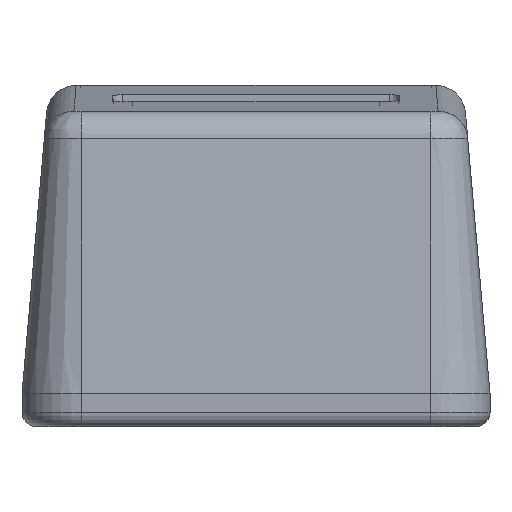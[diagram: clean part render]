
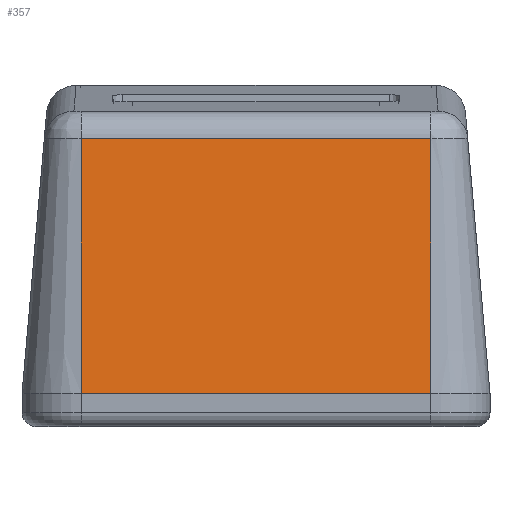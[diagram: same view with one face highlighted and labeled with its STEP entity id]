
A CAD part, front view. The second image highlights one B-rep face of the part: STEP entity #357.
In plain terms, the highlighted planar face has unit normal (0, -0.996, 0.087).
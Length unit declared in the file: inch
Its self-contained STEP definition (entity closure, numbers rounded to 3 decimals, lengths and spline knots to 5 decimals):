
#357=ADVANCED_FACE('',(#643),#533,.T.);
#533=PLANE('',#3143);
#643=FACE_OUTER_BOUND('',#816,.T.);
#816=EDGE_LOOP('',(#1040,#1041,#1042,#1043));
#1040=ORIENTED_EDGE('',*,*,#2144,.T.);
#1041=ORIENTED_EDGE('',*,*,#2145,.T.);
#1042=ORIENTED_EDGE('',*,*,#2146,.T.);
#1043=ORIENTED_EDGE('',*,*,#2147,.T.);
#1878=VERTEX_POINT('',#4205);
#1879=VERTEX_POINT('',#4206);
#1880=VERTEX_POINT('',#4208);
#1881=VERTEX_POINT('',#4210);
#2144=EDGE_CURVE('',#1878,#1879,#2555,.T.);
#2145=EDGE_CURVE('',#1879,#1880,#2556,.T.);
#2146=EDGE_CURVE('',#1880,#1881,#2557,.T.);
#2147=EDGE_CURVE('',#1881,#1878,#2558,.T.);
#2555=LINE('',#4204,#2852);
#2556=LINE('',#4207,#2853);
#2557=LINE('',#4209,#2854);
#2558=LINE('',#4211,#2855);
#2852=VECTOR('',#3417,1.);
#2853=VECTOR('',#3418,1.);
#2854=VECTOR('',#3419,1.);
#2855=VECTOR('',#3420,1.);
#3143=AXIS2_PLACEMENT_3D('',#4212,#3421,#3422);
#3417=DIRECTION('',(0.,0.087,0.996));
#3418=DIRECTION('',(-1.,0.,0.));
#3419=DIRECTION('',(0.,-0.087,-0.996));
#3420=DIRECTION('',(1.,0.,0.));
#3421=DIRECTION('',(0.,-0.996,0.087));
#3422=DIRECTION('',(0.,-0.087,-0.996));
#4204=CARTESIAN_POINT('',(0.183,0.,0.));
#4205=CARTESIAN_POINT('',(0.183,0.,0.));
#4206=CARTESIAN_POINT('',(0.183,0.02333,0.2667));
#4207=CARTESIAN_POINT('',(0.,0.02333,0.2667));
#4208=CARTESIAN_POINT('',(-0.183,0.02333,0.2667));
#4209=CARTESIAN_POINT('',(-0.183,0.,0.));
#4210=CARTESIAN_POINT('',(-0.183,0.,0.));
#4211=CARTESIAN_POINT('',(0.,0.,0.));
#4212=CARTESIAN_POINT('',(0.,0.,0.));
